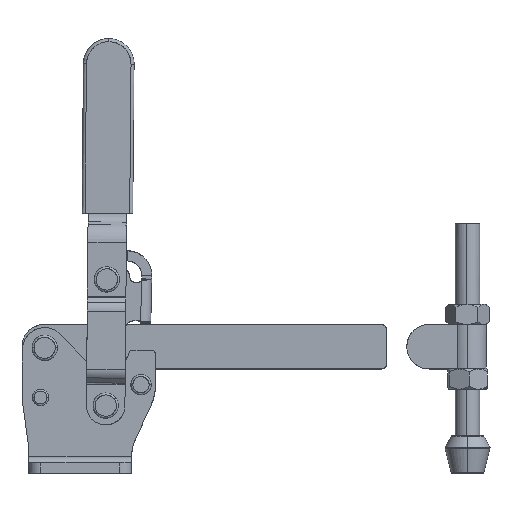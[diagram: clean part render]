
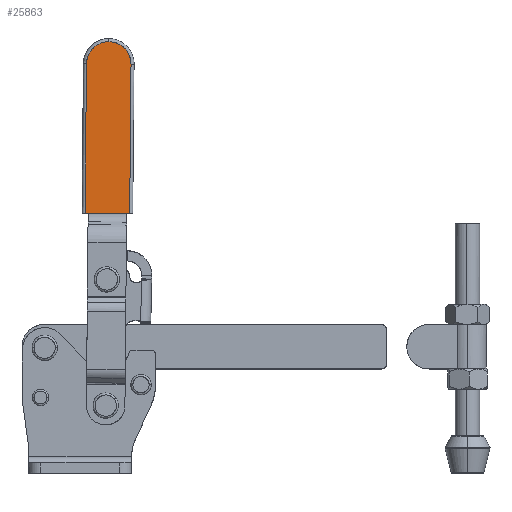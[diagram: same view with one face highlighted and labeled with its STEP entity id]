
A CAD part, top view. The second image highlights one B-rep face of the part: STEP entity #25863.
In plain terms, the highlighted planar face has unit normal (0, 0, 1).
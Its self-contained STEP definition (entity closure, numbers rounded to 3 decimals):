
#25707=CARTESIAN_POINT('Axis2P3D Location',(38.706,137.653,18.)) ;
#25713=CARTESIAN_POINT('Control Point',(16.657,137.851,18.)) ;
#25714=CARTESIAN_POINT('Control Point',(38.706,137.653,18.)) ;
#25715=CARTESIAN_POINT('Vertex',(16.657,137.851,18.)) ;
#25717=CARTESIAN_POINT('Vertex',(38.706,137.653,18.)) ;
#25721=CARTESIAN_POINT('Control Point',(38.706,137.653,18.)) ;
#25722=CARTESIAN_POINT('Control Point',(39.367,211.485,18.)) ;
#25723=CARTESIAN_POINT('Vertex',(39.367,211.485,18.)) ;
#25727=CARTESIAN_POINT('Control Point',(39.367,211.485,18.)) ;
#25728=CARTESIAN_POINT('Control Point',(39.377,212.571,18.)) ;
#25729=CARTESIAN_POINT('Control Point',(39.175,213.638,18.)) ;
#25730=CARTESIAN_POINT('Vertex',(39.175,213.638,18.)) ;
#25734=CARTESIAN_POINT('Control Point',(39.175,213.638,18.)) ;
#25735=CARTESIAN_POINT('Control Point',(38.972,214.705,18.)) ;
#25736=CARTESIAN_POINT('Control Point',(38.566,215.712,18.)) ;
#25737=CARTESIAN_POINT('Vertex',(38.566,215.712,18.)) ;
#25741=CARTESIAN_POINT('Control Point',(38.566,215.712,18.)) ;
#25742=CARTESIAN_POINT('Control Point',(38.159,216.719,18.)) ;
#25743=CARTESIAN_POINT('Control Point',(37.564,217.627,18.)) ;
#25744=CARTESIAN_POINT('Vertex',(37.564,217.627,18.)) ;
#25748=CARTESIAN_POINT('Control Point',(37.564,217.627,18.)) ;
#25749=CARTESIAN_POINT('Control Point',(36.969,218.535,18.)) ;
#25750=CARTESIAN_POINT('Control Point',(36.208,219.31,18.)) ;
#25751=CARTESIAN_POINT('Vertex',(36.208,219.31,18.)) ;
#25755=CARTESIAN_POINT('Control Point',(36.208,219.31,18.)) ;
#25756=CARTESIAN_POINT('Control Point',(35.447,220.084,18.)) ;
#25757=CARTESIAN_POINT('Control Point',(34.55,220.696,18.)) ;
#25758=CARTESIAN_POINT('Vertex',(34.55,220.696,18.)) ;
#25762=CARTESIAN_POINT('Control Point',(34.55,220.696,18.)) ;
#25763=CARTESIAN_POINT('Control Point',(33.652,221.307,18.)) ;
#25764=CARTESIAN_POINT('Control Point',(32.653,221.732,18.)) ;
#25765=CARTESIAN_POINT('Vertex',(32.653,221.732,18.)) ;
#25769=CARTESIAN_POINT('Control Point',(32.653,221.732,18.)) ;
#25770=CARTESIAN_POINT('Control Point',(31.653,222.156,18.)) ;
#25771=CARTESIAN_POINT('Control Point',(30.59,222.377,18.)) ;
#25772=CARTESIAN_POINT('Vertex',(30.59,222.377,18.)) ;
#25776=CARTESIAN_POINT('Control Point',(30.59,222.377,18.)) ;
#25777=CARTESIAN_POINT('Control Point',(29.527,222.599,18.)) ;
#25778=CARTESIAN_POINT('Control Point',(28.441,222.609,18.)) ;
#25779=CARTESIAN_POINT('Vertex',(28.441,222.609,18.)) ;
#25783=CARTESIAN_POINT('Control Point',(28.441,222.609,18.)) ;
#25784=CARTESIAN_POINT('Control Point',(27.356,222.618,18.)) ;
#25785=CARTESIAN_POINT('Control Point',(26.289,222.416,18.)) ;
#25786=CARTESIAN_POINT('Vertex',(26.289,222.416,18.)) ;
#25790=CARTESIAN_POINT('Control Point',(26.289,222.416,18.)) ;
#25791=CARTESIAN_POINT('Control Point',(25.222,222.214,18.)) ;
#25792=CARTESIAN_POINT('Control Point',(24.215,221.807,18.)) ;
#25793=CARTESIAN_POINT('Vertex',(24.215,221.807,18.)) ;
#25797=CARTESIAN_POINT('Control Point',(24.215,221.807,18.)) ;
#25798=CARTESIAN_POINT('Control Point',(23.208,221.401,18.)) ;
#25799=CARTESIAN_POINT('Control Point',(22.3,220.805,18.)) ;
#25800=CARTESIAN_POINT('Vertex',(22.3,220.805,18.)) ;
#25804=CARTESIAN_POINT('Control Point',(22.3,220.805,18.)) ;
#25805=CARTESIAN_POINT('Control Point',(21.392,220.21,18.)) ;
#25806=CARTESIAN_POINT('Control Point',(20.617,219.449,18.)) ;
#25807=CARTESIAN_POINT('Vertex',(20.617,219.449,18.)) ;
#25811=CARTESIAN_POINT('Control Point',(20.617,219.449,18.)) ;
#25812=CARTESIAN_POINT('Control Point',(19.842,218.688,18.)) ;
#25813=CARTESIAN_POINT('Control Point',(19.231,217.791,18.)) ;
#25814=CARTESIAN_POINT('Vertex',(19.231,217.791,18.)) ;
#25818=CARTESIAN_POINT('Control Point',(19.231,217.791,18.)) ;
#25819=CARTESIAN_POINT('Control Point',(18.62,216.894,18.)) ;
#25820=CARTESIAN_POINT('Control Point',(18.195,215.894,18.)) ;
#25821=CARTESIAN_POINT('Vertex',(18.195,215.894,18.)) ;
#25825=CARTESIAN_POINT('Control Point',(18.195,215.894,18.)) ;
#25826=CARTESIAN_POINT('Control Point',(17.771,214.895,18.)) ;
#25827=CARTESIAN_POINT('Control Point',(17.549,213.832,18.)) ;
#25828=CARTESIAN_POINT('Vertex',(17.549,213.832,18.)) ;
#25832=CARTESIAN_POINT('Control Point',(17.549,213.832,18.)) ;
#25833=CARTESIAN_POINT('Control Point',(17.328,212.769,18.)) ;
#25834=CARTESIAN_POINT('Control Point',(17.318,211.683,18.)) ;
#25835=CARTESIAN_POINT('Vertex',(17.318,211.683,18.)) ;
#25839=CARTESIAN_POINT('Control Point',(17.318,211.683,18.)) ;
#25840=CARTESIAN_POINT('Control Point',(16.657,137.851,18.)) ;
#25708=DIRECTION('Axis2P3D Direction',(0.,-0.,1.)) ;
#25709=DIRECTION('Axis2P3D XDirection',(0.009,1.,0.)) ;
#25710=AXIS2_PLACEMENT_3D('Plane Axis2P3D',#25707,#25708,#25709) ;
#25843=ORIENTED_EDGE('',*,*,#25719,.T.) ;
#25844=ORIENTED_EDGE('',*,*,#25725,.T.) ;
#25845=ORIENTED_EDGE('',*,*,#25732,.T.) ;
#25846=ORIENTED_EDGE('',*,*,#25739,.T.) ;
#25847=ORIENTED_EDGE('',*,*,#25746,.T.) ;
#25848=ORIENTED_EDGE('',*,*,#25753,.T.) ;
#25849=ORIENTED_EDGE('',*,*,#25760,.T.) ;
#25850=ORIENTED_EDGE('',*,*,#25767,.T.) ;
#25851=ORIENTED_EDGE('',*,*,#25774,.T.) ;
#25852=ORIENTED_EDGE('',*,*,#25781,.T.) ;
#25853=ORIENTED_EDGE('',*,*,#25788,.T.) ;
#25854=ORIENTED_EDGE('',*,*,#25795,.T.) ;
#25855=ORIENTED_EDGE('',*,*,#25802,.T.) ;
#25856=ORIENTED_EDGE('',*,*,#25809,.T.) ;
#25857=ORIENTED_EDGE('',*,*,#25816,.T.) ;
#25858=ORIENTED_EDGE('',*,*,#25823,.T.) ;
#25859=ORIENTED_EDGE('',*,*,#25830,.T.) ;
#25860=ORIENTED_EDGE('',*,*,#25837,.T.) ;
#25861=ORIENTED_EDGE('',*,*,#25841,.T.) ;
#25863=ADVANCED_FACE('Surface.202',(#25862),#25711,.T.) ;
#25712=B_SPLINE_CURVE_WITH_KNOTS('',1,(#25713,#25714),.UNSPECIFIED.,.F.,.U.,(2,2),(0.,22.05),.UNSPECIFIED.) ;
#25720=B_SPLINE_CURVE_WITH_KNOTS('',1,(#25721,#25722),.UNSPECIFIED.,.F.,.U.,(2,2),(0.,73.835),.UNSPECIFIED.) ;
#25726=B_SPLINE_CURVE_WITH_KNOTS('',2,(#25727,#25728,#25729),.UNSPECIFIED.,.F.,.U.,(3,3),(0.,2.172),.UNSPECIFIED.) ;
#25733=B_SPLINE_CURVE_WITH_KNOTS('',2,(#25734,#25735,#25736),.UNSPECIFIED.,.F.,.U.,(3,3),(0.,2.172),.UNSPECIFIED.) ;
#25740=B_SPLINE_CURVE_WITH_KNOTS('',2,(#25741,#25742,#25743),.UNSPECIFIED.,.F.,.U.,(3,3),(0.,2.172),.UNSPECIFIED.) ;
#25747=B_SPLINE_CURVE_WITH_KNOTS('',2,(#25748,#25749,#25750),.UNSPECIFIED.,.F.,.U.,(3,3),(0.,2.172),.UNSPECIFIED.) ;
#25754=B_SPLINE_CURVE_WITH_KNOTS('',2,(#25755,#25756,#25757),.UNSPECIFIED.,.F.,.U.,(3,3),(0.,2.172),.UNSPECIFIED.) ;
#25761=B_SPLINE_CURVE_WITH_KNOTS('',2,(#25762,#25763,#25764),.UNSPECIFIED.,.F.,.U.,(3,3),(0.,2.172),.UNSPECIFIED.) ;
#25768=B_SPLINE_CURVE_WITH_KNOTS('',2,(#25769,#25770,#25771),.UNSPECIFIED.,.F.,.U.,(3,3),(0.,2.172),.UNSPECIFIED.) ;
#25775=B_SPLINE_CURVE_WITH_KNOTS('',2,(#25776,#25777,#25778),.UNSPECIFIED.,.F.,.U.,(3,3),(0.,2.172),.UNSPECIFIED.) ;
#25782=B_SPLINE_CURVE_WITH_KNOTS('',2,(#25783,#25784,#25785),.UNSPECIFIED.,.F.,.U.,(3,3),(0.,2.172),.UNSPECIFIED.) ;
#25789=B_SPLINE_CURVE_WITH_KNOTS('',2,(#25790,#25791,#25792),.UNSPECIFIED.,.F.,.U.,(3,3),(0.,2.172),.UNSPECIFIED.) ;
#25796=B_SPLINE_CURVE_WITH_KNOTS('',2,(#25797,#25798,#25799),.UNSPECIFIED.,.F.,.U.,(3,3),(0.,2.172),.UNSPECIFIED.) ;
#25803=B_SPLINE_CURVE_WITH_KNOTS('',2,(#25804,#25805,#25806),.UNSPECIFIED.,.F.,.U.,(3,3),(0.,2.172),.UNSPECIFIED.) ;
#25810=B_SPLINE_CURVE_WITH_KNOTS('',2,(#25811,#25812,#25813),.UNSPECIFIED.,.F.,.U.,(3,3),(0.,2.172),.UNSPECIFIED.) ;
#25817=B_SPLINE_CURVE_WITH_KNOTS('',2,(#25818,#25819,#25820),.UNSPECIFIED.,.F.,.U.,(3,3),(0.,2.172),.UNSPECIFIED.) ;
#25824=B_SPLINE_CURVE_WITH_KNOTS('',2,(#25825,#25826,#25827),.UNSPECIFIED.,.F.,.U.,(3,3),(0.,2.172),.UNSPECIFIED.) ;
#25831=B_SPLINE_CURVE_WITH_KNOTS('',2,(#25832,#25833,#25834),.UNSPECIFIED.,.F.,.U.,(3,3),(0.,2.172),.UNSPECIFIED.) ;
#25838=B_SPLINE_CURVE_WITH_KNOTS('',1,(#25839,#25840),.UNSPECIFIED.,.F.,.U.,(2,2),(0.,73.835),.UNSPECIFIED.) ;
#25719=EDGE_CURVE('',#25716,#25718,#25712,.T.) ;
#25725=EDGE_CURVE('',#25718,#25724,#25720,.T.) ;
#25732=EDGE_CURVE('',#25724,#25731,#25726,.T.) ;
#25739=EDGE_CURVE('',#25731,#25738,#25733,.T.) ;
#25746=EDGE_CURVE('',#25738,#25745,#25740,.T.) ;
#25753=EDGE_CURVE('',#25745,#25752,#25747,.T.) ;
#25760=EDGE_CURVE('',#25752,#25759,#25754,.T.) ;
#25767=EDGE_CURVE('',#25759,#25766,#25761,.T.) ;
#25774=EDGE_CURVE('',#25766,#25773,#25768,.T.) ;
#25781=EDGE_CURVE('',#25773,#25780,#25775,.T.) ;
#25788=EDGE_CURVE('',#25780,#25787,#25782,.T.) ;
#25795=EDGE_CURVE('',#25787,#25794,#25789,.T.) ;
#25802=EDGE_CURVE('',#25794,#25801,#25796,.T.) ;
#25809=EDGE_CURVE('',#25801,#25808,#25803,.T.) ;
#25816=EDGE_CURVE('',#25808,#25815,#25810,.T.) ;
#25823=EDGE_CURVE('',#25815,#25822,#25817,.T.) ;
#25830=EDGE_CURVE('',#25822,#25829,#25824,.T.) ;
#25837=EDGE_CURVE('',#25829,#25836,#25831,.T.) ;
#25841=EDGE_CURVE('',#25836,#25716,#25838,.T.) ;
#25842=EDGE_LOOP('',(#25843,#25844,#25845,#25846,#25847,#25848,#25849,#25850,#25851,#25852,#25853,#25854,#25855,#25856,#25857,#25858,#25859,#25860,#25861)) ;
#25862=FACE_OUTER_BOUND('',#25842,.T.) ;
#25711=PLANE('Plane',#25710) ;
#25716=VERTEX_POINT('',#25715) ;
#25718=VERTEX_POINT('',#25717) ;
#25724=VERTEX_POINT('',#25723) ;
#25731=VERTEX_POINT('',#25730) ;
#25738=VERTEX_POINT('',#25737) ;
#25745=VERTEX_POINT('',#25744) ;
#25752=VERTEX_POINT('',#25751) ;
#25759=VERTEX_POINT('',#25758) ;
#25766=VERTEX_POINT('',#25765) ;
#25773=VERTEX_POINT('',#25772) ;
#25780=VERTEX_POINT('',#25779) ;
#25787=VERTEX_POINT('',#25786) ;
#25794=VERTEX_POINT('',#25793) ;
#25801=VERTEX_POINT('',#25800) ;
#25808=VERTEX_POINT('',#25807) ;
#25815=VERTEX_POINT('',#25814) ;
#25822=VERTEX_POINT('',#25821) ;
#25829=VERTEX_POINT('',#25828) ;
#25836=VERTEX_POINT('',#25835) ;
